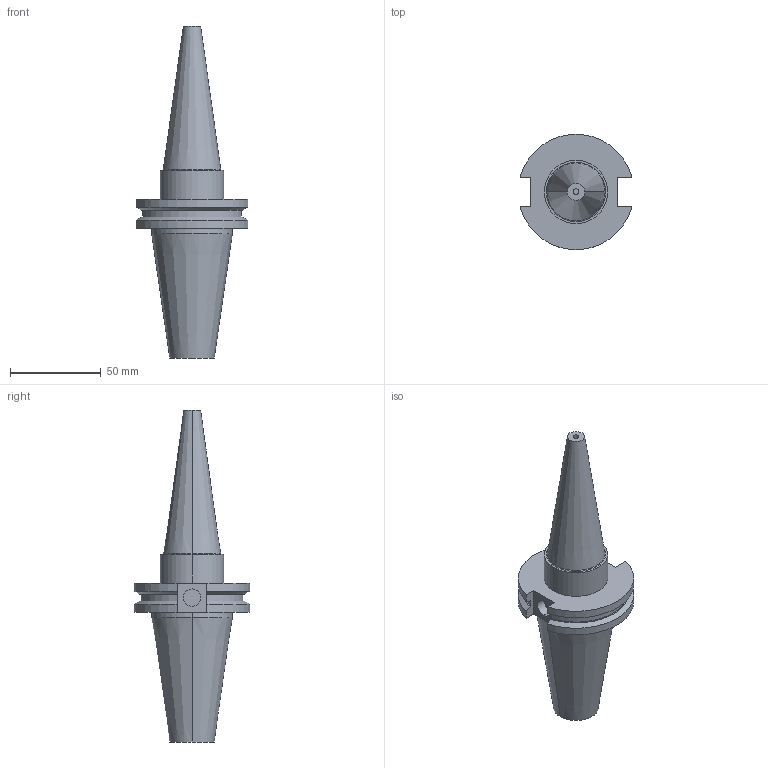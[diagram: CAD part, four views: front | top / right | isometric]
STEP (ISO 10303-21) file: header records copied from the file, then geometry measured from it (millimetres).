
FILE_DESCRIPTION (( 'STEP AP203' ), '1' );
FILE_NAME ('STP-5031-653-A08-450-1(SATE-22907-4.5).STEP', '2022-10-28T05:50:25', ( '' ), ( '' ), 'SwSTEP 2.0', 'SolidWorks 2017', '' );
FILE_SCHEMA (( 'CONFIG_CONTROL_DESIGN' ));
Length unit declared in the file: millimetre
Products named in the file (1): STP-5031-653-A08-450-1(SATE-22907-4.5)
Bounding box: 61.35 x 63.26 x 182.55 mm (x, y, z)
Volume: 150221.6 mm3; surface area: 25213.1 mm2
Topology: 1 solids, 1 shells, 51 faces, 120 edges, 77 vertices
Faces by surface type: cylinder 20, plane 19, cone 10, torus 2
Entity records: 1551 total; most frequent: CARTESIAN_POINT 271, DIRECTION 268, ORIENTED_EDGE 236, EDGE_CURVE 118, AXIS2_PLACEMENT_3D 106, VERTEX_POINT 77, EDGE_LOOP 59, LINE 56
